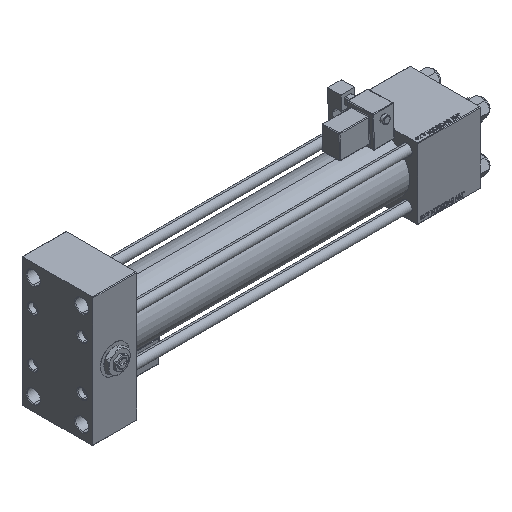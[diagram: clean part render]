
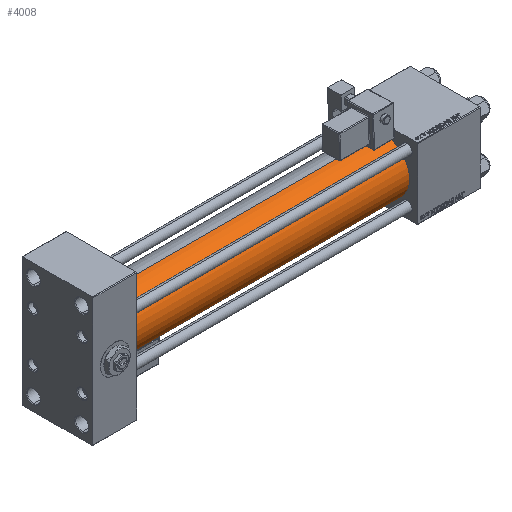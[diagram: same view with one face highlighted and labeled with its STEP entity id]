
A CAD part, isometric view. The second image highlights one B-rep face of the part: STEP entity #4008.
In plain terms, the highlighted cylindrical face has radius 23 mm (diameter 46 mm), a partial arc.
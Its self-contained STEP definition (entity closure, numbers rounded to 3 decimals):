
#245 = FACE_OUTER_BOUND ( 'NONE', #43814, .T. ) ;
#4008 = ADVANCED_FACE ( 'NONE', ( #245 ), #50211, .T. ) ;
#4938 = ORIENTED_EDGE ( 'NONE', *, *, #22690, .T. ) ;
#4948 = CARTESIAN_POINT ( 'NONE',  ( 275., 0., -23. ) ) ;
#8152 = VERTEX_POINT ( 'NONE', #30279 ) ;
#8449 = DIRECTION ( 'NONE',  ( 0., 0., 1. ) ) ;
#8877 = ORIENTED_EDGE ( 'NONE', *, *, #10857, .T. ) ;
#10699 = DIRECTION ( 'NONE',  ( 0., 0., 1. ) ) ;
#10857 = EDGE_CURVE ( 'NONE', #31522, #13653, #21986, .T. ) ;
#11871 = LINE ( 'NONE', #53904, #31948 ) ;
#13259 = AXIS2_PLACEMENT_3D ( 'NONE', #27650, #22453, #10699 ) ;
#13653 = VERTEX_POINT ( 'NONE', #47592 ) ;
#17253 = DIRECTION ( 'NONE',  ( -1., 0., 0. ) ) ;
#18114 = CARTESIAN_POINT ( 'NONE',  ( 37., 0., 23. ) ) ;
#21986 = CIRCLE ( 'NONE', #13259, 23. ) ;
#22453 = DIRECTION ( 'NONE',  ( 1., 0., 0. ) ) ;
#22690 = EDGE_CURVE ( 'NONE', #8152, #31522, #11871, .T. ) ;
#27650 = CARTESIAN_POINT ( 'NONE',  ( 37., 0., 0. ) ) ;
#29647 = ORIENTED_EDGE ( 'NONE', *, *, #31951, .F. ) ;
#29825 = LINE ( 'NONE', #4948, #30413 ) ;
#30279 = CARTESIAN_POINT ( 'NONE',  ( 275., 0., 23. ) ) ;
#30413 = VECTOR ( 'NONE', #17253, 1000. ) ;
#31177 = CARTESIAN_POINT ( 'NONE',  ( 275., 0., -23. ) ) ;
#31522 = VERTEX_POINT ( 'NONE', #18114 ) ;
#31948 = VECTOR ( 'NONE', #50334, 1000. ) ;
#31951 = EDGE_CURVE ( 'NONE', #35196, #13653, #29825, .T. ) ;
#35196 = VERTEX_POINT ( 'NONE', #31177 ) ;
#37911 = DIRECTION ( 'NONE',  ( -1., 0., 0. ) ) ;
#39097 = ORIENTED_EDGE ( 'NONE', *, *, #40202, .F. ) ;
#39389 = CARTESIAN_POINT ( 'NONE',  ( 275., 0., 0. ) ) ;
#39672 = AXIS2_PLACEMENT_3D ( 'NONE', #50996, #37911, #8449 ) ;
#40202 = EDGE_CURVE ( 'NONE', #8152, #35196, #41996, .T. ) ;
#41996 = CIRCLE ( 'NONE', #43723, 23. ) ;
#43723 = AXIS2_PLACEMENT_3D ( 'NONE', #39389, #44310, #51667 ) ;
#43814 = EDGE_LOOP ( 'NONE', ( #29647, #39097, #4938, #8877 ) ) ;
#44310 = DIRECTION ( 'NONE',  ( 1., 0., 0. ) ) ;
#47592 = CARTESIAN_POINT ( 'NONE',  ( 37., 0., -23. ) ) ;
#50211 = CYLINDRICAL_SURFACE ( 'NONE', #39672, 23. ) ;
#50334 = DIRECTION ( 'NONE',  ( -1., 0., 0. ) ) ;
#50996 = CARTESIAN_POINT ( 'NONE',  ( 275., 0., 0. ) ) ;
#51667 = DIRECTION ( 'NONE',  ( 0., 0., -1. ) ) ;
#53904 = CARTESIAN_POINT ( 'NONE',  ( 275., 0., 23. ) ) ;
